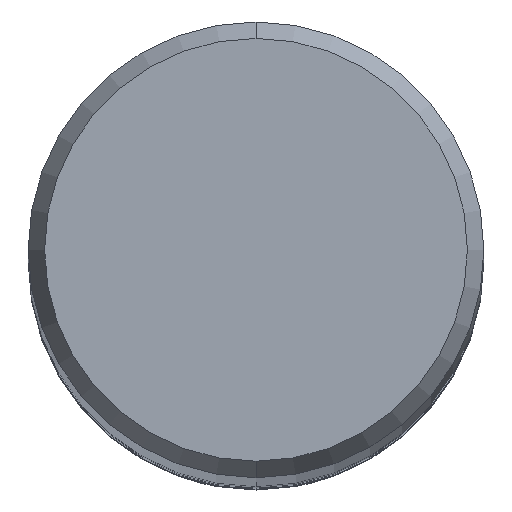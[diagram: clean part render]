
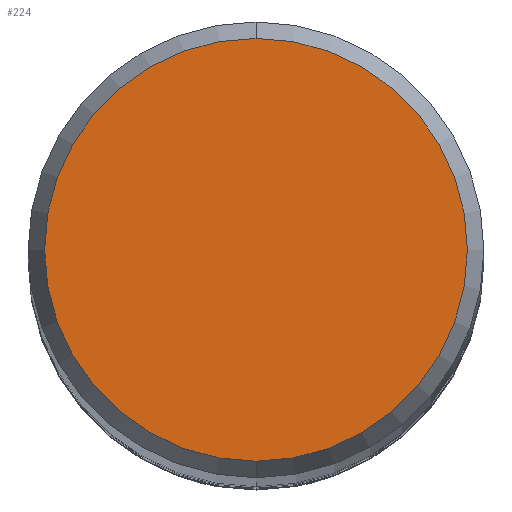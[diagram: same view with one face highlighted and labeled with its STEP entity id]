
A CAD part, top view. The second image highlights one B-rep face of the part: STEP entity #224.
In plain terms, the highlighted planar face has unit normal (0, 0, 1).
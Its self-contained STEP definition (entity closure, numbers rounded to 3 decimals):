
#114=VERTEX_POINT('',#278);
#122=VERTEX_POINT('',#287);
#130=EDGE_CURVE('',#122,#114,#296,.T.);
#168=EDGE_CURVE('',#114,#122,#342,.T.);
#224=ADVANCED_FACE('',(#404),#405,.T.);
#278=CARTESIAN_POINT('',(0.,-2.946,0.01));
#287=CARTESIAN_POINT('',(0.0,2.946,0.01));
#296=CIRCLE('',#472,2.946);
#342=CIRCLE('',#531,2.946);
#404=FACE_OUTER_BOUND('',#610,.T.);
#405=PLANE('',#611);
#472=AXIS2_PLACEMENT_3D('',#686,#687,#688);
#531=AXIS2_PLACEMENT_3D('',#747,#748,#749);
#610=EDGE_LOOP('',(#824,#825));
#611=AXIS2_PLACEMENT_3D('',#826,#827,#828);
#686=CARTESIAN_POINT('',(0.0,0.0,0.01));
#687=DIRECTION('',(0.0,0.0,-1.0));
#688=DIRECTION('',(0.0,1.0,0.0));
#747=CARTESIAN_POINT('',(0.0,0.0,0.01));
#748=DIRECTION('',(0.0,0.0,-1.0));
#749=DIRECTION('',(0.0,1.0,0.0));
#824=ORIENTED_EDGE('',*,*,#130,.F.);
#825=ORIENTED_EDGE('',*,*,#168,.F.);
#826=CARTESIAN_POINT('',(0.0,1.473,0.01));
#827=DIRECTION('',(-0.0,0.0,1.0));
#828=DIRECTION('',(0.0,-1.0,0.0));
